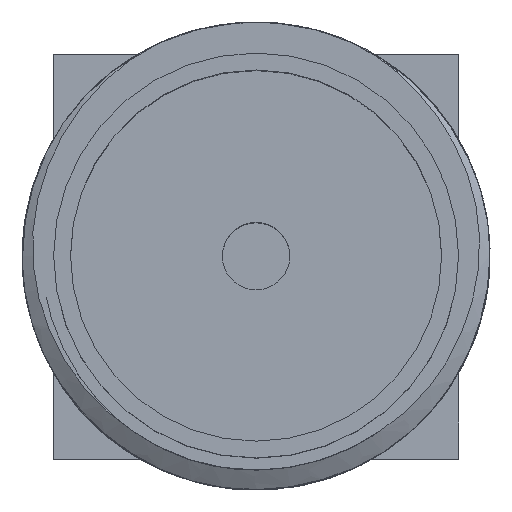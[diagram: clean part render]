
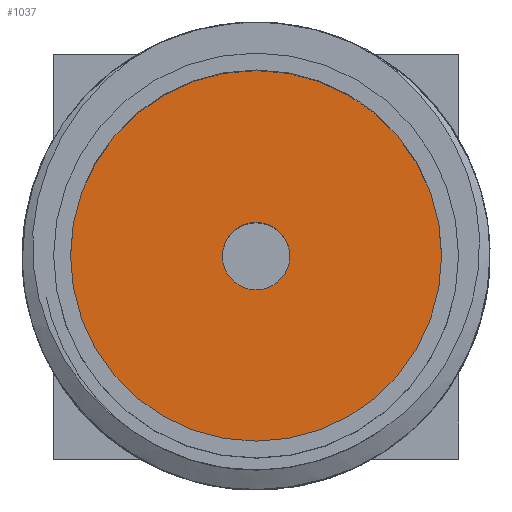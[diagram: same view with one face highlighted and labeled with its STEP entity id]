
A CAD part, top view. The second image highlights one B-rep face of the part: STEP entity #1037.
In plain terms, the highlighted planar face has unit normal (0, 0, 1).
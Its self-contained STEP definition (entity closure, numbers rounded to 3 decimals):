
#69=FACE_BOUND('',#225,.T.);
#82=CIRCLE('',#1124,0.5);
#83=CIRCLE('',#1126,2.75);
#154=FACE_OUTER_BOUND('',#224,.T.);
#224=EDGE_LOOP('',(#831));
#225=EDGE_LOOP('',(#832));
#476=VERTEX_POINT('',#1574);
#477=VERTEX_POINT('',#1578);
#600=EDGE_CURVE('',#476,#476,#82,.T.);
#601=EDGE_CURVE('',#477,#477,#83,.T.);
#831=ORIENTED_EDGE('',*,*,#601,.T.);
#832=ORIENTED_EDGE('',*,*,#600,.T.);
#996=PLANE('',#1129);
#1037=ADVANCED_FACE('',(#154,#69),#996,.T.);
#1124=AXIS2_PLACEMENT_3D('',#1576,#1321,#1322);
#1126=AXIS2_PLACEMENT_3D('',#1579,#1325,#1326);
#1129=AXIS2_PLACEMENT_3D('',#1584,#1332,#1333);
#1321=DIRECTION('center_axis',(0.,0.,-1.));
#1322=DIRECTION('ref_axis',(1.,0.,0.));
#1325=DIRECTION('center_axis',(0.,0.,1.));
#1326=DIRECTION('ref_axis',(1.,0.,0.));
#1332=DIRECTION('center_axis',(0.,0.,1.));
#1333=DIRECTION('ref_axis',(1.,0.,0.));
#1574=CARTESIAN_POINT('',(-0.5,0.,8.));
#1576=CARTESIAN_POINT('Origin',(0.,0.,8.));
#1578=CARTESIAN_POINT('',(-2.75,0.,8.));
#1579=CARTESIAN_POINT('Origin',(0.,0.,8.));
#1584=CARTESIAN_POINT('Origin',(0.,0.,8.));
